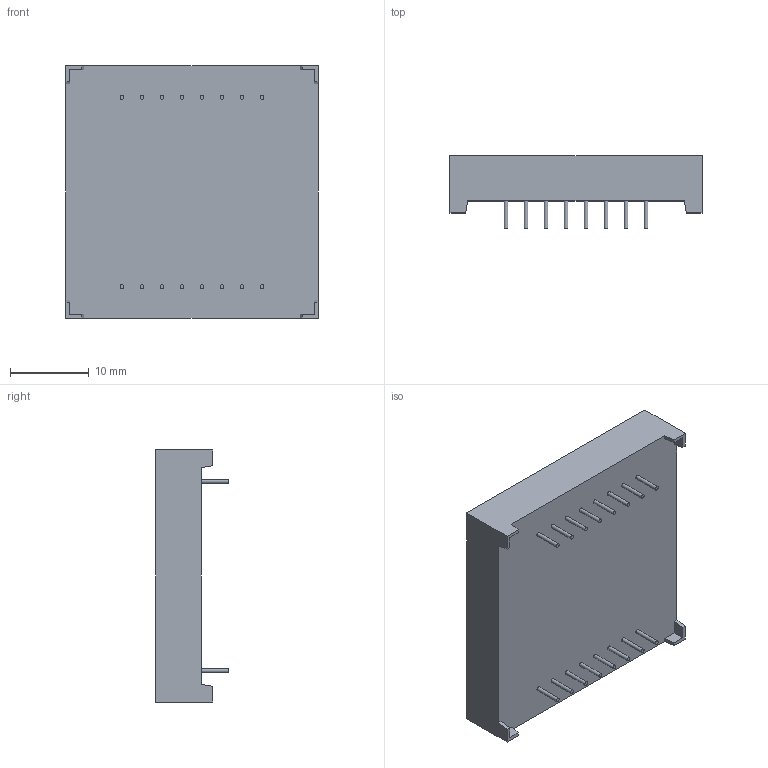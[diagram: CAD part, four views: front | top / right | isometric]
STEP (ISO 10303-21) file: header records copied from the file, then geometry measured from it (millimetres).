
FILE_DESCRIPTION(/* description */ (''),/* implementation_level */ '2;1');
FILE_NAME(/* name */ 'LED Matrix 3mm 8 x 8.step',/* time_stamp */ '2019-02-25T05:26:59+11:00',/* author */ ('austfox'),/* organization */ (''),/* preprocessor_version */ 'ST-DEVELOPER v17.2',/* originating_system */ 'Autodesk Translation Framework v7.6.0.251',/* authorisation */ '');
FILE_SCHEMA (('AUTOMOTIVE_DESIGN { 1 0 10303 214 3 1 1 }'));
Length unit declared in the file: millimetre
Products named in the file (1): LED Matrix 3mm 8 x 8
Bounding box: 32 x 9.3 x 32 mm (x, y, z)
Volume: 5931.9 mm3; surface area: 3863.4 mm2
Topology: 81 solids, 81 shells, 266 faces, 312 edges, 208 vertices
Faces by surface type: plane 186, cylinder 80
Full cylindrical faces by diameter (mm): 0.5 x16, 3 x64
Entity records: 5247 total; most frequent: DIRECTION 1006, CARTESIAN_POINT 787, ORIENTED_EDGE 624, AXIS2_PLACEMENT_3D 427, EDGE_CURVE 312, FACE_OUTER_BOUND 266, EDGE_LOOP 266, ADVANCED_FACE 266
